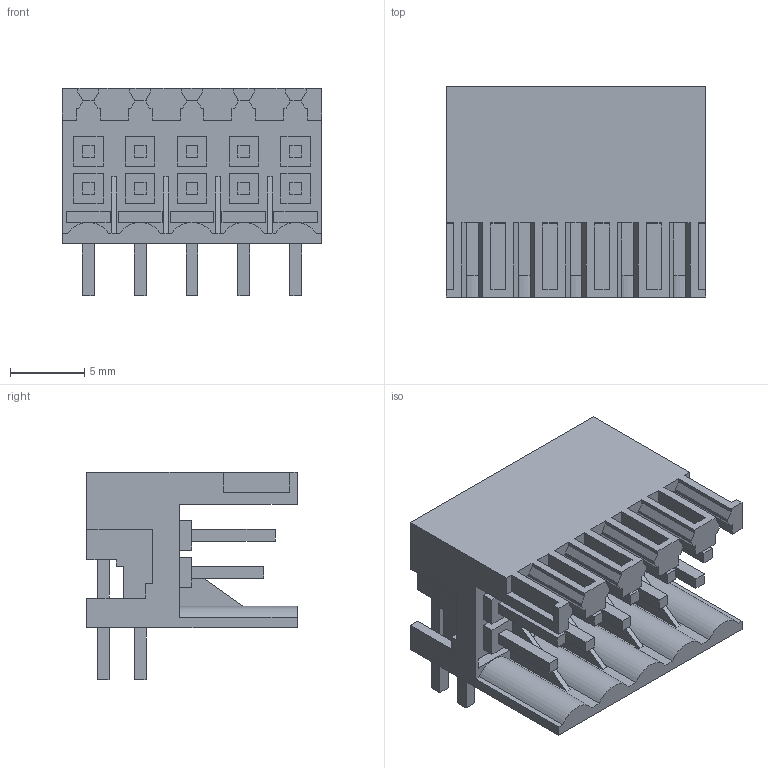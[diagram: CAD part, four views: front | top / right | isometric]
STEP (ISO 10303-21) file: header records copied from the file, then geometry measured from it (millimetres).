
FILE_DESCRIPTION(('CATIA V5 STEP Exchange','CAx-IF Rec.Pracs.--- Model Styling and Organization---1.4--- 2014-01-23'),'2;1');
FILE_NAME ('D1455074_0_1728170000_1728170000.stp','2019-02-21T15:41:05+00:00',('none'),('Weidmueller'),'CATIA Version 5-6 Release 2016 SP3 HF44','CATIA V5 STEP AP214','none');
FILE_SCHEMA(('AUTOMOTIVE_DESIGN { 1 0 10303 214 1 1 1 1 }'));
Length unit declared in the file: millimetre
Products named in the file (1): 1728170000
Bounding box: 17.5 x 14.2 x 14 mm (x, y, z)
Volume: 1166.3 mm3; surface area: 2612.6 mm2
Topology: 1 solids, 1 shells, 476 faces, 1393 edges, 948 vertices
Faces by surface type: plane 466, cylinder 10
Entity records: 15065 total; most frequent: ORIENTED_EDGE 2786, CARTESIAN_POINT 2646, DIRECTION 2001, EDGE_CURVE 1393, VECTOR 1363, LINE 1363, VERTEX_POINT 948, EDGE_LOOP 505
